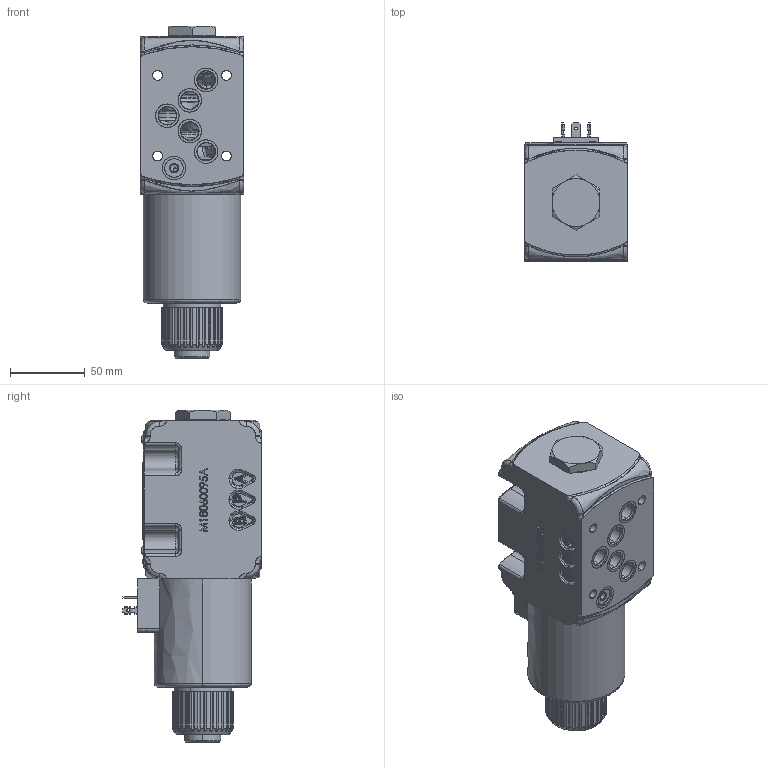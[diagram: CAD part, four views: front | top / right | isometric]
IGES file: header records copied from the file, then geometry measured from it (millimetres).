
Start section: SolidWorks IGES file using analytic representation for surfaces
Global section: file name: ADP5E--F-S11.igs; native system: SolidWorks 2012; preprocessor: SolidWorks 2012; author: serviziopdm; date: 131014.122543; units: millimetre
Bounding box: 69 x 92.93 x 222 mm (x, y, z)
Surface area: 140597 mm2 (no closed solid volume)
Topology: 0 solids, 0 shells, 2260 faces, 25882 edges, 25777 vertices
Faces by surface type: bspline 1410, revolution 850
